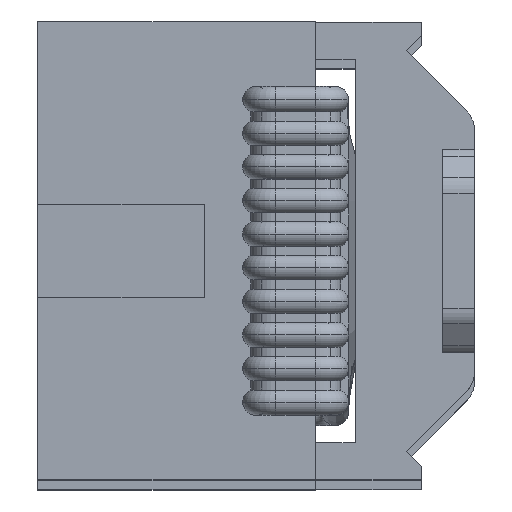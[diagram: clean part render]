
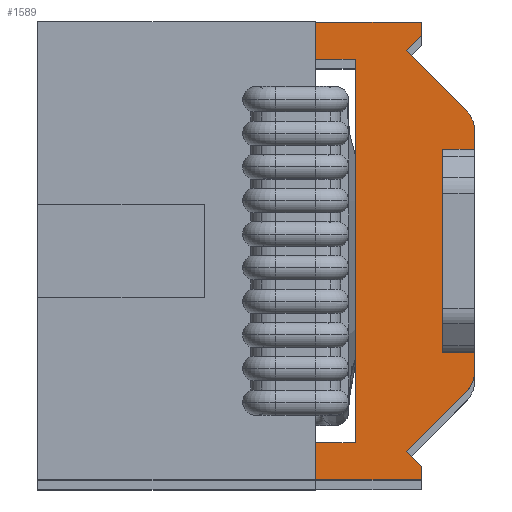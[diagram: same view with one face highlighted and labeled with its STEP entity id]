
A CAD part, top view. The second image highlights one B-rep face of the part: STEP entity #1589.
In plain terms, the highlighted planar face has unit normal (0, 0, 1).
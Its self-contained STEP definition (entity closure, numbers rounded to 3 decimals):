
#1589=ADVANCED_FACE('NONE',(#3423),#3424,.T.);
#3423=FACE_OUTER_BOUND('',#5890,.T.);
#3424=PLANE('',#5891);
#5890=EDGE_LOOP('',(#10630,#10631,#10632,#10633,#10634,#10635,#10636,#10637,#10638,#10639,#10640,#10641,#10642,#10643,#10644,#10645,#10646,#10647,#10648,#10649));
#5891=AXIS2_PLACEMENT_3D('',#10650,#10651,#10652);
#10630=ORIENTED_EDGE('',*,*,#14259,.T.);
#10631=ORIENTED_EDGE('',*,*,#14237,.T.);
#10632=ORIENTED_EDGE('',*,*,#14243,.T.);
#10633=ORIENTED_EDGE('',*,*,#14247,.T.);
#10634=ORIENTED_EDGE('',*,*,#14251,.T.);
#10635=ORIENTED_EDGE('',*,*,#14254,.T.);
#10636=ORIENTED_EDGE('',*,*,#14184,.T.);
#10637=ORIENTED_EDGE('',*,*,#14194,.T.);
#10638=ORIENTED_EDGE('',*,*,#14257,.T.);
#10639=ORIENTED_EDGE('',*,*,#14211,.T.);
#10640=ORIENTED_EDGE('',*,*,#14215,.T.);
#10641=ORIENTED_EDGE('',*,*,#14196,.T.);
#10642=ORIENTED_EDGE('',*,*,#14205,.T.);
#10643=ORIENTED_EDGE('',*,*,#14219,.T.);
#10644=ORIENTED_EDGE('',*,*,#14223,.T.);
#10645=ORIENTED_EDGE('',*,*,#14227,.T.);
#10646=ORIENTED_EDGE('',*,*,#14231,.T.);
#10647=ORIENTED_EDGE('',*,*,#14239,.T.);
#10648=ORIENTED_EDGE('',*,*,#14260,.F.);
#10649=ORIENTED_EDGE('',*,*,#14261,.T.);
#10650=CARTESIAN_POINT('',(15.5,4.064,219.2));
#10651=DIRECTION('',(0.0,0.0,1.0));
#10652=DIRECTION('',(0.0,-1.0,0.0));
#14184=EDGE_CURVE('NONE',#17275,#17273,#17276,.T.);
#14194=EDGE_CURVE('NONE',#17273,#17291,#17293,.T.);
#14196=EDGE_CURVE('NONE',#17296,#17294,#17297,.T.);
#14205=EDGE_CURVE('NONE',#17294,#17309,#17311,.T.);
#14211=EDGE_CURVE('NONE',#17320,#17318,#17321,.T.);
#14215=EDGE_CURVE('NONE',#17318,#17296,#17325,.T.);
#14219=EDGE_CURVE('NONE',#17309,#17329,#17331,.T.);
#14223=EDGE_CURVE('NONE',#17329,#17335,#17337,.T.);
#14227=EDGE_CURVE('NONE',#17335,#17341,#17343,.T.);
#14231=EDGE_CURVE('NONE',#17341,#17347,#17349,.T.);
#14237=EDGE_CURVE('NONE',#17359,#17357,#17360,.T.);
#14239=EDGE_CURVE('NONE',#17347,#17361,#17363,.T.);
#14243=EDGE_CURVE('NONE',#17357,#17367,#17369,.T.);
#14247=EDGE_CURVE('NONE',#17367,#17373,#17375,.T.);
#14251=EDGE_CURVE('NONE',#17373,#17379,#17381,.T.);
#14254=EDGE_CURVE('NONE',#17379,#17275,#17384,.T.);
#14257=EDGE_CURVE('NONE',#17291,#17320,#17387,.T.);
#14259=EDGE_CURVE('NONE',#17389,#17359,#17390,.T.);
#14260=EDGE_CURVE('NONE',#17391,#17361,#17392,.T.);
#14261=EDGE_CURVE('NONE',#17391,#17389,#17393,.T.);
#17273=VERTEX_POINT('NONE',#21314);
#17275=VERTEX_POINT('NONE',#21317);
#17276=LINE('',#21318,#21319);
#17291=VERTEX_POINT('NONE',#21345);
#17293=LINE('',#21348,#21349);
#17294=VERTEX_POINT('NONE',#21350);
#17296=VERTEX_POINT('NONE',#21353);
#17297=LINE('',#21354,#21355);
#17309=VERTEX_POINT('NONE',#21373);
#17311=LINE('',#21376,#21377);
#17318=VERTEX_POINT('NONE',#21392);
#17320=VERTEX_POINT('NONE',#21395);
#17321=LINE('',#21396,#21397);
#17325=LINE('',#21403,#21404);
#17329=VERTEX_POINT('NONE',#21409);
#17331=LINE('',#21412,#21413);
#17335=VERTEX_POINT('NONE',#21418);
#17337=LINE('',#21421,#21422);
#17341=VERTEX_POINT('NONE',#21427);
#17343=LINE('',#21430,#21431);
#17347=VERTEX_POINT('NONE',#21435);
#17349=CIRCLE('',#21438,1.);
#17357=VERTEX_POINT('NONE',#21449);
#17359=VERTEX_POINT('NONE',#21452);
#17360=LINE('',#21453,#21454);
#17361=VERTEX_POINT('NONE',#21455);
#17363=LINE('',#21458,#21459);
#17367=VERTEX_POINT('NONE',#21463);
#17369=CIRCLE('',#21466,1.);
#17373=VERTEX_POINT('NONE',#21471);
#17375=LINE('',#21474,#21475);
#17379=VERTEX_POINT('NONE',#21480);
#17381=LINE('',#21483,#21484);
#17384=LINE('',#21488,#21489);
#17387=LINE('',#21493,#21494);
#17389=VERTEX_POINT('NONE',#21496);
#17390=LINE('',#21497,#21498);
#17391=VERTEX_POINT('NONE',#21499);
#17392=LINE('',#21500,#21501);
#17393=LINE('',#21502,#21503);
#21314=CARTESIAN_POINT('',(10.5,17.3,219.2));
#21317=CARTESIAN_POINT('',(14.5,17.3,219.2));
#21318=CARTESIAN_POINT('',(14.5,17.3,219.2));
#21319=VECTOR('',#24803,1000.0);
#21345=CARTESIAN_POINT('',(10.5,15.9,219.2));
#21348=CARTESIAN_POINT('',(10.5,15.9,219.2));
#21349=VECTOR('',#24811,1000.0);
#21350=CARTESIAN_POINT('',(10.5,0.,219.2));
#21353=CARTESIAN_POINT('',(10.5,1.4,219.2));
#21354=CARTESIAN_POINT('',(10.5,0.,219.2));
#21355=VECTOR('',#24813,1000.0);
#21373=CARTESIAN_POINT('',(14.5,0.,219.2));
#21376=CARTESIAN_POINT('',(10.5,0.,219.2));
#21377=VECTOR('',#24821,1000.0);
#21392=CARTESIAN_POINT('',(12.,1.4,219.2));
#21395=CARTESIAN_POINT('',(12.,15.9,219.2));
#21396=CARTESIAN_POINT('',(12.,15.9,219.2));
#21397=VECTOR('',#24824,1000.0);
#21403=CARTESIAN_POINT('',(12.,1.4,219.2));
#21404=VECTOR('',#24827,1000.0);
#21409=CARTESIAN_POINT('',(14.5,0.5,219.2));
#21412=CARTESIAN_POINT('',(14.5,0.,219.2));
#21413=VECTOR('',#24830,1000.0);
#21418=CARTESIAN_POINT('',(13.925,1.075,219.2));
#21421=CARTESIAN_POINT('',(14.5,0.5,219.2));
#21422=VECTOR('',#24833,1000.0);
#21427=CARTESIAN_POINT('',(16.207,3.357,219.2));
#21430=CARTESIAN_POINT('',(16.207,3.357,219.2));
#21431=VECTOR('',#24836,1000.0);
#21435=CARTESIAN_POINT('',(16.5,4.064,219.2));
#21438=AXIS2_PLACEMENT_3D('',#24841,#24842,#24843);
#21449=CARTESIAN_POINT('',(16.5,13.236,219.2));
#21452=CARTESIAN_POINT('',(16.5,12.502,219.2));
#21453=CARTESIAN_POINT('',(16.5,4.064,219.2));
#21454=VECTOR('',#24848,1000.0);
#21455=CARTESIAN_POINT('',(16.5,4.798,219.2));
#21458=CARTESIAN_POINT('',(16.5,4.064,219.2));
#21459=VECTOR('',#24850,1000.0);
#21463=CARTESIAN_POINT('',(16.207,13.943,219.2));
#21466=AXIS2_PLACEMENT_3D('',#24855,#24856,#24857);
#21471=CARTESIAN_POINT('',(13.925,16.225,219.2));
#21474=CARTESIAN_POINT('',(13.925,16.225,219.2));
#21475=VECTOR('',#24860,1000.0);
#21480=CARTESIAN_POINT('',(14.5,16.8,219.2));
#21483=CARTESIAN_POINT('',(13.925,16.225,219.2));
#21484=VECTOR('',#24863,1000.0);
#21488=CARTESIAN_POINT('',(14.5,16.8,219.2));
#21489=VECTOR('',#24865,1000.0);
#21493=CARTESIAN_POINT('',(10.5,15.9,219.2));
#21494=VECTOR('',#24867,1000.0);
#21496=CARTESIAN_POINT('',(15.301,12.502,219.2));
#21497=CARTESIAN_POINT('',(15.301,12.502,219.2));
#21498=VECTOR('',#24868,1000.0);
#21499=CARTESIAN_POINT('',(15.301,4.798,219.2));
#21500=CARTESIAN_POINT('',(15.301,4.798,219.2));
#21501=VECTOR('',#24869,1000.0);
#21502=CARTESIAN_POINT('',(15.301,4.798,219.2));
#21503=VECTOR('',#24870,1000.0);
#24803=DIRECTION('',(-1.0,0.0,0.0));
#24811=DIRECTION('',(0.,-1.0,0.0));
#24813=DIRECTION('',(0.0,-1.0,0.0));
#24821=DIRECTION('',(1.0,0.0,0.0));
#24824=DIRECTION('',(0.0,-1.0,0.0));
#24827=DIRECTION('',(-1.0,0.0,0.0));
#24830=DIRECTION('',(0.,1.0,0.0));
#24833=DIRECTION('',(-0.707,0.707,0.0));
#24836=DIRECTION('',(0.707,0.707,0.0));
#24841=CARTESIAN_POINT('',(15.5,4.064,219.2));
#24842=DIRECTION('',(0.0,0.0,1.0));
#24843=DIRECTION('',(0.0,-1.0,0.0));
#24848=DIRECTION('',(0.,1.0,0.0));
#24850=DIRECTION('',(0.,1.0,0.0));
#24855=CARTESIAN_POINT('',(15.5,13.236,219.2));
#24856=DIRECTION('',(0.0,0.0,1.0));
#24857=DIRECTION('',(0.0,-1.0,0.0));
#24860=DIRECTION('',(-0.707,0.707,-0.0));
#24863=DIRECTION('',(0.707,0.707,0.0));
#24865=DIRECTION('',(0.0,1.0,0.0));
#24867=DIRECTION('',(1.0,0.0,0.0));
#24868=DIRECTION('',(1.0,0.0,0.0));
#24869=DIRECTION('',(1.0,0.0,0.0));
#24870=DIRECTION('',(0.0,1.0,0.));
